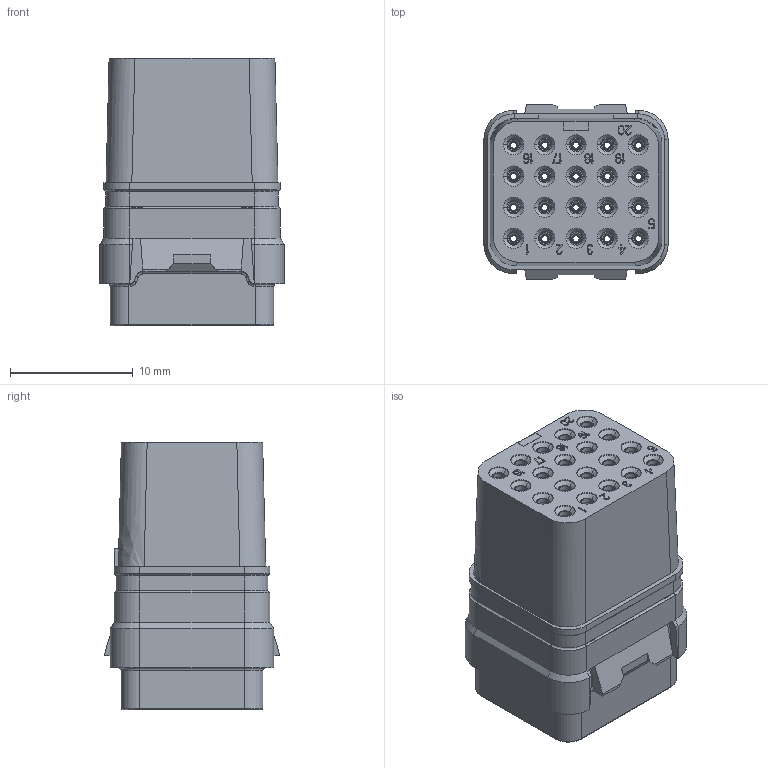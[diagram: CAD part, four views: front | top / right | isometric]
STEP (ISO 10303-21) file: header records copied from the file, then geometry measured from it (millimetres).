
FILE_DESCRIPTION((''),'2;1');
FILE_NAME('SIMM2022SA','2019-12-02T',('presta_be4'),(''),'CREO PARAMETRIC BY PTC INC, 2018360','CREO PARAMETRIC BY PTC INC, 2018360','');
FILE_SCHEMA(('CONFIG_CONTROL_DESIGN'));
Products named in the file (1): SIMM2022SA
Bounding box: 15 x 14.2 x 21.77 mm (x, y, z)
Volume: 2521.7 mm3; surface area: 3915.5 mm2
Topology: 1 solids, 1 shells, 2566 faces, 6170 edges, 3780 vertices
Faces by surface type: plane 1210, cylinder 516, torus 344, cone 328, bspline 168
Entity records: 76144 total; most frequent: CARTESIAN_POINT 15296, DIRECTION 13166, ORIENTED_EDGE 12340, EDGE_CURVE 6170, AXIS2_PLACEMENT_3D 4626, VECTOR 3914, LINE 3914, VERTEX_POINT 3780
